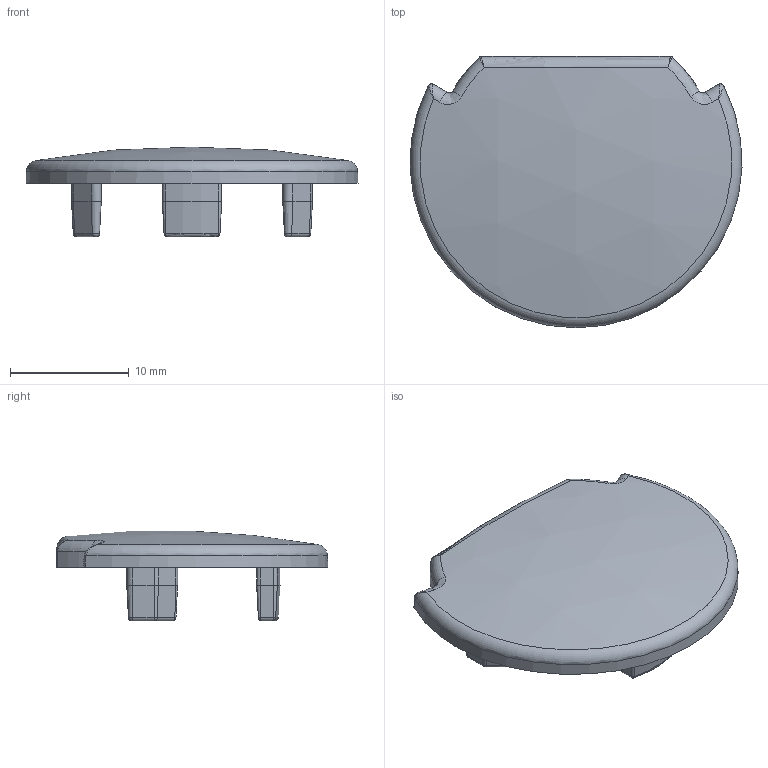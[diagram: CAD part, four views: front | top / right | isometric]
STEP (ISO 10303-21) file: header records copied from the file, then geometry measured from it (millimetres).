
FILE_DESCRIPTION (( 'STEP AP214' ), '1' );
FILE_NAME ('099RV28CC02.STEP', '2015-04-23T09:18:03', ( 'Admin' ), ( 'Hewlett-Packard Company' ), 'SwSTEP 2.0', 'SolidWorks 2014', '' );
FILE_SCHEMA (( 'AUTOMOTIVE_DESIGN' ));
Length unit declared in the file: millimetre
Products named in the file (1): 099RV28CC02
Bounding box: 27.98 x 22.9 x 7.56 mm (x, y, z)
Volume: 989.5 mm3; surface area: 1410.2 mm2
Topology: 1 solids, 1 shells, 159 faces, 357 edges, 196 vertices
Faces by surface type: bspline 40, torus 36, plane 30, cone 26, cylinder 25, sphere 2
Entity records: 6470 total; most frequent: CARTESIAN_POINT 3187, ORIENTED_EDGE 698, DIRECTION 658, EDGE_CURVE 349, AXIS2_PLACEMENT_3D 279, VERTEX_POINT 196, EDGE_LOOP 163, ADVANCED_FACE 159
